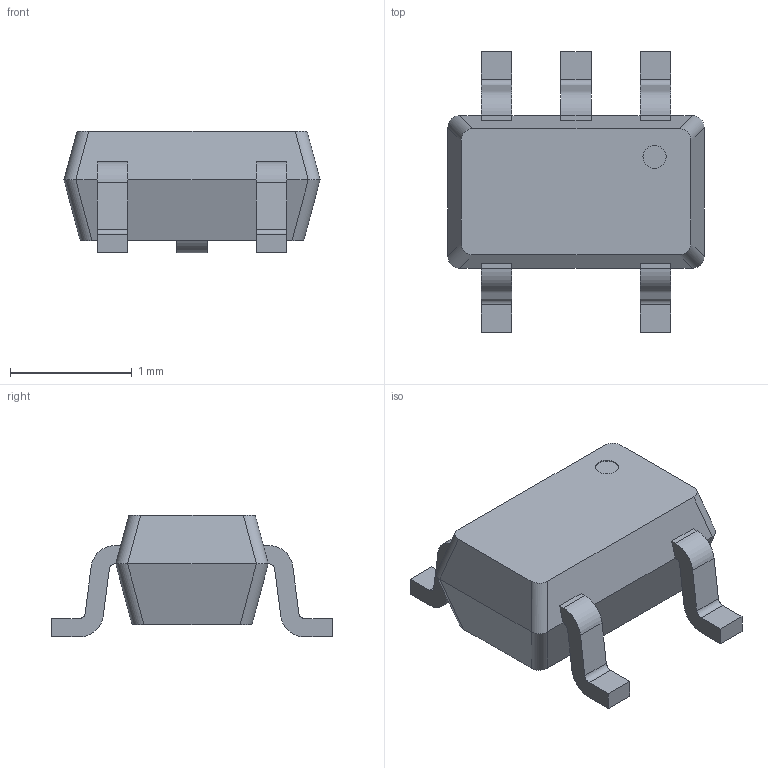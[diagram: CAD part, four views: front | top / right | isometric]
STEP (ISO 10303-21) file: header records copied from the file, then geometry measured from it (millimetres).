
FILE_DESCRIPTION (( 'STEP AP214' ), '1' );
FILE_NAME ('SOT353 (SC70-5).STEP', '2020-09-05T04:56:13', ( '' ), ( '' ), 'SwSTEP 2.0', 'SolidWorks 2018', '' );
FILE_SCHEMA (( 'AUTOMOTIVE_DESIGN' ));
Length unit declared in the file: millimetre
Products named in the file (1): SOT353 (SC70-5)
Bounding box: 2.1 x 2.3 x 1 mm (x, y, z)
Volume: 2.2 mm3; surface area: 13.4 mm2
Topology: 1 solids, 1 shells, 86 faces, 231 edges, 148 vertices
Faces by surface type: plane 56, cylinder 30
Entity records: 2920 total; most frequent: CARTESIAN_POINT 502, ORIENTED_EDGE 462, DIRECTION 437, EDGE_CURVE 231, VECTOR 175, LINE 175, VERTEX_POINT 148, AXIS2_PLACEMENT_3D 131
